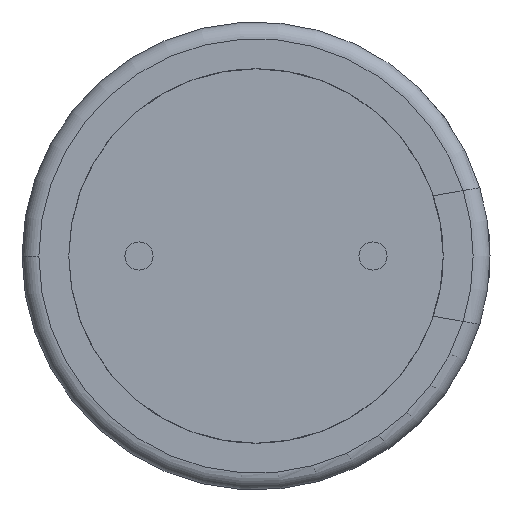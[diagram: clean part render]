
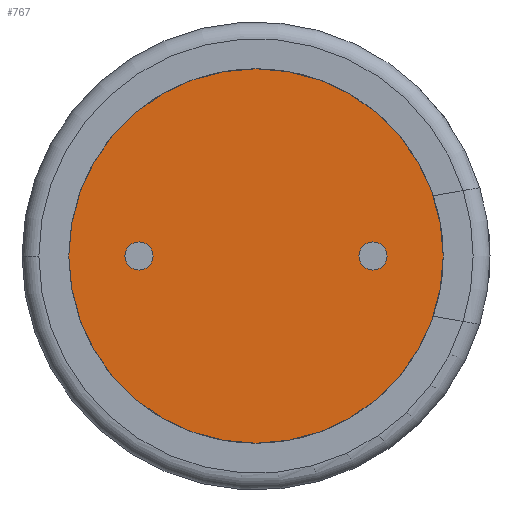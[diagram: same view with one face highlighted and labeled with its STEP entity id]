
A CAD part, front view. The second image highlights one B-rep face of the part: STEP entity #767.
In plain terms, the highlighted planar face has unit normal (0, -1, 0).
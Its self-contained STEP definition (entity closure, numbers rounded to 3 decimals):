
#14 = EDGE_LOOP ( 'NONE', ( #1015, #1474 ) ) ;
#25 = CIRCLE ( 'NONE', #690, 0.3 ) ;
#39 = EDGE_CURVE ( 'NONE', #788, #1940, #409, .T. ) ;
#59 = PLANE ( 'NONE',  #1323 ) ;
#62 = AXIS2_PLACEMENT_3D ( 'NONE', #981, #1891, #1484 ) ;
#309 = AXIS2_PLACEMENT_3D ( 'NONE', #891, #1242, #1697 ) ;
#321 = VERTEX_POINT ( 'NONE', #809 ) ;
#324 = CARTESIAN_POINT ( 'NONE',  ( -2.5, 0., -0.3 ) ) ;
#356 = CIRCLE ( 'NONE', #903, 4. ) ;
#385 = DIRECTION ( 'NONE',  ( -1., 0., 0. ) ) ;
#409 = CIRCLE ( 'NONE', #62, 4. ) ;
#481 = DIRECTION ( 'NONE',  ( 0., 1., 0. ) ) ;
#582 = EDGE_CURVE ( 'NONE', #1940, #788, #356, .T. ) ;
#599 = VERTEX_POINT ( 'NONE', #959 ) ;
#638 = CARTESIAN_POINT ( 'NONE',  ( 2.5, 0., 0. ) ) ;
#668 = EDGE_LOOP ( 'NONE', ( #1504, #1513 ) ) ;
#673 = FACE_BOUND ( 'NONE', #14, .T. ) ;
#682 = DIRECTION ( 'NONE',  ( 0., -1., 0. ) ) ;
#690 = AXIS2_PLACEMENT_3D ( 'NONE', #1011, #1650, #385 ) ;
#702 = EDGE_CURVE ( 'NONE', #1693, #1754, #25, .T. ) ;
#743 = CARTESIAN_POINT ( 'NONE',  ( 0., 0., 0. ) ) ;
#767 = ADVANCED_FACE ( 'NONE', ( #1716, #673, #1387 ), #59, .F. ) ;
#788 = VERTEX_POINT ( 'NONE', #898 ) ;
#809 = CARTESIAN_POINT ( 'NONE',  ( 2.5, 0., -0.3 ) ) ;
#810 = DIRECTION ( 'NONE',  ( 0., -1., 0. ) ) ;
#827 = CARTESIAN_POINT ( 'NONE',  ( 0., 0., 0. ) ) ;
#865 = CARTESIAN_POINT ( 'NONE',  ( 4., 0., 0. ) ) ;
#891 = CARTESIAN_POINT ( 'NONE',  ( 2.5, 0., 0. ) ) ;
#898 = CARTESIAN_POINT ( 'NONE',  ( -4., 0., 0. ) ) ;
#903 = AXIS2_PLACEMENT_3D ( 'NONE', #827, #481, #1129 ) ;
#918 = AXIS2_PLACEMENT_3D ( 'NONE', #990, #682, #1157 ) ;
#959 = CARTESIAN_POINT ( 'NONE',  ( 2.5, 0., 0.3 ) ) ;
#981 = CARTESIAN_POINT ( 'NONE',  ( 0., 0., 0. ) ) ;
#990 = CARTESIAN_POINT ( 'NONE',  ( -2.5, 0., 0. ) ) ;
#1011 = CARTESIAN_POINT ( 'NONE',  ( -2.5, 0., 0. ) ) ;
#1015 = ORIENTED_EDGE ( 'NONE', *, *, #1043, .F. ) ;
#1031 = DIRECTION ( 'NONE',  ( -1., 0., 0. ) ) ;
#1043 = EDGE_CURVE ( 'NONE', #599, #321, #1383, .T. ) ;
#1129 = DIRECTION ( 'NONE',  ( -1., 0., 0. ) ) ;
#1157 = DIRECTION ( 'NONE',  ( -1., 0., 0. ) ) ;
#1242 = DIRECTION ( 'NONE',  ( 0., -1., 0. ) ) ;
#1323 = AXIS2_PLACEMENT_3D ( 'NONE', #743, #1507, #1031 ) ;
#1383 = CIRCLE ( 'NONE', #1521, 0.3 ) ;
#1387 = FACE_OUTER_BOUND ( 'NONE', #668, .T. ) ;
#1454 = EDGE_LOOP ( 'NONE', ( #1483, #1830 ) ) ;
#1472 = CIRCLE ( 'NONE', #309, 0.3 ) ;
#1474 = ORIENTED_EDGE ( 'NONE', *, *, #2024, .F. ) ;
#1483 = ORIENTED_EDGE ( 'NONE', *, *, #702, .F. ) ;
#1484 = DIRECTION ( 'NONE',  ( -1., 0., 0. ) ) ;
#1504 = ORIENTED_EDGE ( 'NONE', *, *, #39, .F. ) ;
#1507 = DIRECTION ( 'NONE',  ( 0., 1., 0. ) ) ;
#1513 = ORIENTED_EDGE ( 'NONE', *, *, #582, .F. ) ;
#1521 = AXIS2_PLACEMENT_3D ( 'NONE', #638, #810, #1920 ) ;
#1604 = CIRCLE ( 'NONE', #918, 0.3 ) ;
#1650 = DIRECTION ( 'NONE',  ( 0., -1., 0. ) ) ;
#1693 = VERTEX_POINT ( 'NONE', #1765 ) ;
#1697 = DIRECTION ( 'NONE',  ( -1., 0., 0. ) ) ;
#1716 = FACE_BOUND ( 'NONE', #1454, .T. ) ;
#1754 = VERTEX_POINT ( 'NONE', #324 ) ;
#1765 = CARTESIAN_POINT ( 'NONE',  ( -2.5, 0., 0.3 ) ) ;
#1815 = EDGE_CURVE ( 'NONE', #1754, #1693, #1604, .T. ) ;
#1830 = ORIENTED_EDGE ( 'NONE', *, *, #1815, .F. ) ;
#1891 = DIRECTION ( 'NONE',  ( 0., 1., 0. ) ) ;
#1920 = DIRECTION ( 'NONE',  ( -1., 0., 0. ) ) ;
#1940 = VERTEX_POINT ( 'NONE', #865 ) ;
#2024 = EDGE_CURVE ( 'NONE', #321, #599, #1472, .T. ) ;
